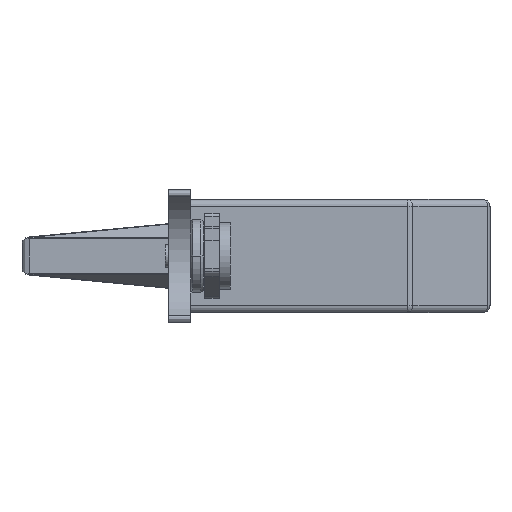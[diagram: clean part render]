
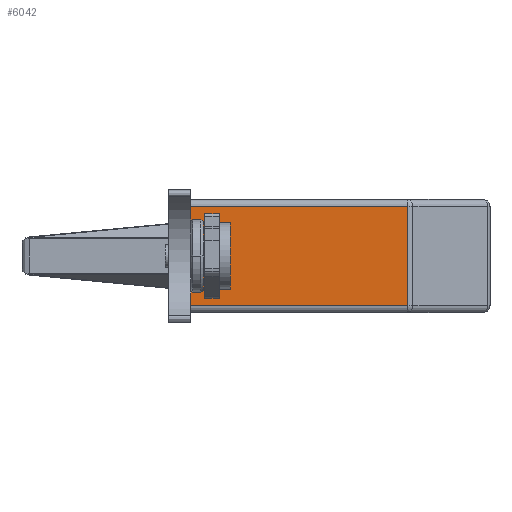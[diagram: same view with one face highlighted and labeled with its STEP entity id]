
A CAD part, left-side view. The second image highlights one B-rep face of the part: STEP entity #6042.
In plain terms, the highlighted face is planar.
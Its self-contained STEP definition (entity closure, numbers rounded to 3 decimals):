
#116 = CARTESIAN_POINT ( 'NONE',  ( 27.3, -33.75, 12.25 ) ) ;
#494 = DIRECTION ( 'NONE',  ( 1., 0., 0. ) ) ;
#969 = ORIENTED_EDGE ( 'NONE', *, *, #3894, .T. ) ;
#1022 = ORIENTED_EDGE ( 'NONE', *, *, #2340, .T. ) ;
#1356 = DIRECTION ( 'NONE',  ( -1., 0., 0. ) ) ;
#1814 = CARTESIAN_POINT ( 'NONE',  ( 16.086, -33.75, -2.25 ) ) ;
#1986 = CARTESIAN_POINT ( 'NONE',  ( 27.3, -33.75, -2.25 ) ) ;
#2080 = LINE ( 'NONE', #2748, #6100 ) ;
#2340 = EDGE_CURVE ( 'NONE', #8822, #5229, #7568, .T. ) ;
#2391 = FACE_OUTER_BOUND ( 'NONE', #5550, .T. ) ;
#2520 = AXIS2_PLACEMENT_3D ( 'NONE', #116, #5941, #5210 ) ;
#2700 = CARTESIAN_POINT ( 'NONE',  ( 16.086, -33.75, 12.25 ) ) ;
#2725 = EDGE_CURVE ( 'NONE', #8928, #9627, #8672, .T. ) ;
#2743 = DIRECTION ( 'NONE',  ( 0., 0., 1. ) ) ;
#2748 = CARTESIAN_POINT ( 'NONE',  ( 27.3, -33.75, 11.25 ) ) ;
#3124 = CARTESIAN_POINT ( 'NONE',  ( -13.5, -33.75, -2.25 ) ) ;
#3348 = CARTESIAN_POINT ( 'NONE',  ( -13.5, -33.75, 12.25 ) ) ;
#3671 = CARTESIAN_POINT ( 'NONE',  ( 16.086, -33.75, 11.25 ) ) ;
#3862 = CARTESIAN_POINT ( 'NONE',  ( -13.5, -33.75, 11.25 ) ) ;
#3894 = EDGE_CURVE ( 'NONE', #9627, #8822, #8607, .T. ) ;
#4551 = ORIENTED_EDGE ( 'NONE', *, *, #2725, .T. ) ;
#4627 = PLANE ( 'NONE',  #2520 ) ;
#4854 = VECTOR ( 'NONE', #2743, 1000. ) ;
#4863 = VECTOR ( 'NONE', #5648, 1000. ) ;
#5210 = DIRECTION ( 'NONE',  ( -1., 0., 0. ) ) ;
#5229 = VERTEX_POINT ( 'NONE', #3671 ) ;
#5550 = EDGE_LOOP ( 'NONE', ( #1022, #5841, #4551, #969 ) ) ;
#5648 = DIRECTION ( 'NONE',  ( 0., 0., -1. ) ) ;
#5841 = ORIENTED_EDGE ( 'NONE', *, *, #5908, .T. ) ;
#5908 = EDGE_CURVE ( 'NONE', #5229, #8928, #2080, .T. ) ;
#5941 = DIRECTION ( 'NONE',  ( 0., 1., 0. ) ) ;
#6042 = ADVANCED_FACE ( 'NONE', ( #2391 ), #4627, .F. ) ;
#6100 = VECTOR ( 'NONE', #1356, 1000. ) ;
#7568 = LINE ( 'NONE', #2700, #4854 ) ;
#8111 = VECTOR ( 'NONE', #494, 1000. ) ;
#8607 = LINE ( 'NONE', #1986, #8111 ) ;
#8672 = LINE ( 'NONE', #3348, #4863 ) ;
#8822 = VERTEX_POINT ( 'NONE', #1814 ) ;
#8928 = VERTEX_POINT ( 'NONE', #3862 ) ;
#9627 = VERTEX_POINT ( 'NONE', #3124 ) ;
